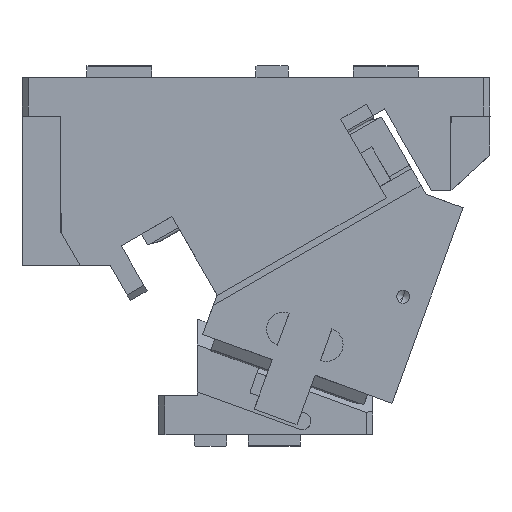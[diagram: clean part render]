
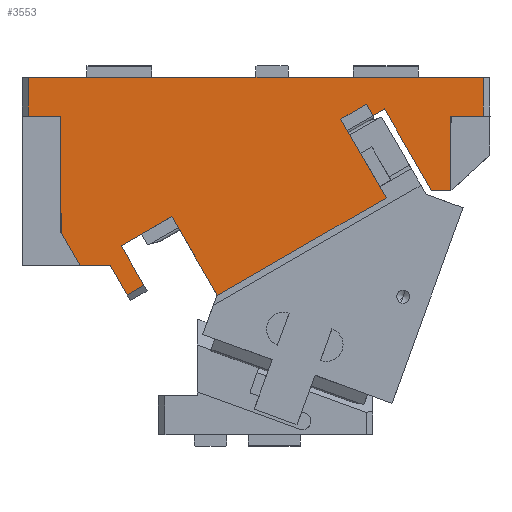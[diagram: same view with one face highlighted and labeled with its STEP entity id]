
A CAD part, front view. The second image highlights one B-rep face of the part: STEP entity #3553.
In plain terms, the highlighted planar face has unit normal (0, -1, 0).
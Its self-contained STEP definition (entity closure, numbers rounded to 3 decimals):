
#191=CARTESIAN_POINT('Line Origine',(180.,-55.,0.)) ;
#195=CARTESIAN_POINT('Vertex',(355.,-55.,0.)) ;
#197=CARTESIAN_POINT('Vertex',(5.,-55.,0.)) ;
#1906=CARTESIAN_POINT('Vertex',(355.,-55.,-30.)) ;
#1914=CARTESIAN_POINT('Line Origine',(355.,-55.,-15.)) ;
#2395=CARTESIAN_POINT('Vertex',(5.,-55.,-30.)) ;
#2398=CARTESIAN_POINT('Line Origine',(5.,-55.,-15.)) ;
#2467=CARTESIAN_POINT('Vertex',(30.,-55.,-119.462)) ;
#2474=CARTESIAN_POINT('Vertex',(44.744,-55.,-145.)) ;
#2477=CARTESIAN_POINT('Line Origine',(37.372,-55.,-132.231)) ;
#2494=CARTESIAN_POINT('Line Origine',(30.,-55.,-74.731)) ;
#2498=CARTESIAN_POINT('Vertex',(30.,-55.,-30.)) ;
#2518=CARTESIAN_POINT('Line Origine',(17.5,-55.,-30.)) ;
#2805=CARTESIAN_POINT('Vertex',(67.838,-55.,-145.)) ;
#2810=CARTESIAN_POINT('Line Origine',(56.291,-55.,-145.)) ;
#2849=CARTESIAN_POINT('Vertex',(80.819,-55.,-167.484)) ;
#2852=CARTESIAN_POINT('Line Origine',(74.329,-55.,-156.242)) ;
#2875=CARTESIAN_POINT('Vertex',(93.81,-55.,-159.984)) ;
#2878=CARTESIAN_POINT('Line Origine',(87.315,-55.,-163.734)) ;
#2895=CARTESIAN_POINT('Line Origine',(85.06,-55.,-144.829)) ;
#2899=CARTESIAN_POINT('Vertex',(76.31,-55.,-129.673)) ;
#2932=CARTESIAN_POINT('Vertex',(330.,-55.,-87.)) ;
#2948=CARTESIAN_POINT('Vertex',(330.,-55.,-30.)) ;
#2951=CARTESIAN_POINT('Line Origine',(330.,-55.,-58.5)) ;
#3045=CARTESIAN_POINT('Vertex',(314.944,-55.,-87.)) ;
#3058=CARTESIAN_POINT('Line Origine',(322.472,-55.,-87.)) ;
#3083=CARTESIAN_POINT('Vertex',(278.764,-55.,-24.334)) ;
#3091=CARTESIAN_POINT('Line Origine',(296.854,-55.,-55.667)) ;
#3330=CARTESIAN_POINT('Line Origine',(274.434,-55.,-26.834)) ;
#3334=CARTESIAN_POINT('Vertex',(270.103,-55.,-29.334)) ;
#3468=CARTESIAN_POINT('Line Origine',(267.603,-55.,-25.003)) ;
#3472=CARTESIAN_POINT('Vertex',(265.103,-55.,-20.673)) ;
#3487=CARTESIAN_POINT('Axis2P3D Location',(0.,-55.,0.)) ;
#3492=CARTESIAN_POINT('Line Origine',(95.795,-55.,-118.423)) ;
#3496=CARTESIAN_POINT('Vertex',(115.281,-55.,-107.173)) ;
#3499=CARTESIAN_POINT('Line Origine',(132.781,-55.,-137.484)) ;
#3503=CARTESIAN_POINT('Vertex',(150.281,-55.,-167.795)) ;
#3506=CARTESIAN_POINT('Line Origine',(215.233,-55.,-130.295)) ;
#3510=CARTESIAN_POINT('Vertex',(280.185,-55.,-92.795)) ;
#3513=CARTESIAN_POINT('Line Origine',(262.685,-55.,-62.484)) ;
#3517=CARTESIAN_POINT('Vertex',(245.185,-55.,-32.173)) ;
#3520=CARTESIAN_POINT('Line Origine',(255.144,-55.,-26.423)) ;
#3525=CARTESIAN_POINT('Line Origine',(342.5,-55.,-30.)) ;
#192=DIRECTION('Vector Direction',(-1.,0.,0.)) ;
#1915=DIRECTION('Vector Direction',(0.,0.,-1.)) ;
#2399=DIRECTION('Vector Direction',(0.,0.,-1.)) ;
#2478=DIRECTION('Vector Direction',(-0.5,0.,0.866)) ;
#2495=DIRECTION('Vector Direction',(0.,0.,-1.)) ;
#2519=DIRECTION('Vector Direction',(1.,0.,0.)) ;
#2811=DIRECTION('Vector Direction',(1.,0.,0.)) ;
#2853=DIRECTION('Vector Direction',(-0.5,0.,0.866)) ;
#2879=DIRECTION('Vector Direction',(0.866,0.,0.5)) ;
#2896=DIRECTION('Vector Direction',(-0.5,0.,0.866)) ;
#2952=DIRECTION('Vector Direction',(0.,0.,-1.)) ;
#3059=DIRECTION('Vector Direction',(1.,0.,0.)) ;
#3092=DIRECTION('Vector Direction',(0.5,0.,-0.866)) ;
#3331=DIRECTION('Vector Direction',(0.866,0.,0.5)) ;
#3469=DIRECTION('Vector Direction',(0.5,0.,-0.866)) ;
#3488=DIRECTION('Axis2P3D Direction',(0.,-1.,0.)) ;
#3489=DIRECTION('Axis2P3D XDirection',(0.,0.,-1.)) ;
#3493=DIRECTION('Vector Direction',(0.866,0.,0.5)) ;
#3500=DIRECTION('Vector Direction',(-0.5,0.,0.866)) ;
#3507=DIRECTION('Vector Direction',(-0.866,0.,-0.5)) ;
#3514=DIRECTION('Vector Direction',(0.5,0.,-0.866)) ;
#3521=DIRECTION('Vector Direction',(0.866,0.,0.5)) ;
#3526=DIRECTION('Vector Direction',(-1.,0.,0.)) ;
#3490=AXIS2_PLACEMENT_3D('Plane Axis2P3D',#3487,#3488,#3489) ;
#3531=ORIENTED_EDGE('',*,*,#3498,.T.) ;
#3532=ORIENTED_EDGE('',*,*,#3505,.F.) ;
#3533=ORIENTED_EDGE('',*,*,#3512,.F.) ;
#3534=ORIENTED_EDGE('',*,*,#3519,.F.) ;
#3535=ORIENTED_EDGE('',*,*,#3524,.T.) ;
#3536=ORIENTED_EDGE('',*,*,#3474,.T.) ;
#3537=ORIENTED_EDGE('',*,*,#3336,.T.) ;
#3538=ORIENTED_EDGE('',*,*,#3095,.T.) ;
#3539=ORIENTED_EDGE('',*,*,#3062,.T.) ;
#3540=ORIENTED_EDGE('',*,*,#2955,.F.) ;
#3541=ORIENTED_EDGE('',*,*,#3529,.F.) ;
#3542=ORIENTED_EDGE('',*,*,#1918,.F.) ;
#3543=ORIENTED_EDGE('',*,*,#199,.T.) ;
#3544=ORIENTED_EDGE('',*,*,#2402,.T.) ;
#3545=ORIENTED_EDGE('',*,*,#2522,.T.) ;
#3546=ORIENTED_EDGE('',*,*,#2500,.T.) ;
#3547=ORIENTED_EDGE('',*,*,#2481,.F.) ;
#3548=ORIENTED_EDGE('',*,*,#2814,.T.) ;
#3549=ORIENTED_EDGE('',*,*,#2856,.F.) ;
#3550=ORIENTED_EDGE('',*,*,#2882,.T.) ;
#3551=ORIENTED_EDGE('',*,*,#2901,.T.) ;
#193=VECTOR('Line Direction',#192,1.) ;
#1916=VECTOR('Line Direction',#1915,1.) ;
#2400=VECTOR('Line Direction',#2399,1.) ;
#2479=VECTOR('Line Direction',#2478,1.) ;
#2496=VECTOR('Line Direction',#2495,1.) ;
#2520=VECTOR('Line Direction',#2519,1.) ;
#2812=VECTOR('Line Direction',#2811,1.) ;
#2854=VECTOR('Line Direction',#2853,1.) ;
#2880=VECTOR('Line Direction',#2879,1.) ;
#2897=VECTOR('Line Direction',#2896,1.) ;
#2953=VECTOR('Line Direction',#2952,1.) ;
#3060=VECTOR('Line Direction',#3059,1.) ;
#3093=VECTOR('Line Direction',#3092,1.) ;
#3332=VECTOR('Line Direction',#3331,1.) ;
#3470=VECTOR('Line Direction',#3469,1.) ;
#3494=VECTOR('Line Direction',#3493,1.) ;
#3501=VECTOR('Line Direction',#3500,1.) ;
#3508=VECTOR('Line Direction',#3507,1.) ;
#3515=VECTOR('Line Direction',#3514,1.) ;
#3522=VECTOR('Line Direction',#3521,1.) ;
#3527=VECTOR('Line Direction',#3526,1.) ;
#3553=ADVANCED_FACE('CAM HOLDER',(#3552),#3491,.T.) ;
#199=EDGE_CURVE('',#196,#198,#194,.T.) ;
#1918=EDGE_CURVE('',#196,#1907,#1917,.T.) ;
#2402=EDGE_CURVE('',#198,#2396,#2401,.T.) ;
#2481=EDGE_CURVE('',#2475,#2468,#2480,.T.) ;
#2500=EDGE_CURVE('',#2499,#2468,#2497,.T.) ;
#2522=EDGE_CURVE('',#2396,#2499,#2521,.T.) ;
#2814=EDGE_CURVE('',#2475,#2806,#2813,.T.) ;
#2856=EDGE_CURVE('',#2850,#2806,#2855,.T.) ;
#2882=EDGE_CURVE('',#2850,#2876,#2881,.T.) ;
#2901=EDGE_CURVE('',#2876,#2900,#2898,.T.) ;
#2955=EDGE_CURVE('',#2949,#2933,#2954,.T.) ;
#3062=EDGE_CURVE('',#3046,#2933,#3061,.T.) ;
#3095=EDGE_CURVE('',#3084,#3046,#3094,.T.) ;
#3336=EDGE_CURVE('',#3335,#3084,#3333,.T.) ;
#3474=EDGE_CURVE('',#3473,#3335,#3471,.T.) ;
#3498=EDGE_CURVE('',#2900,#3497,#3495,.T.) ;
#3505=EDGE_CURVE('',#3504,#3497,#3502,.T.) ;
#3512=EDGE_CURVE('',#3511,#3504,#3509,.T.) ;
#3519=EDGE_CURVE('',#3518,#3511,#3516,.T.) ;
#3524=EDGE_CURVE('',#3518,#3473,#3523,.T.) ;
#3529=EDGE_CURVE('',#1907,#2949,#3528,.T.) ;
#3530=EDGE_LOOP('',(#3531,#3532,#3533,#3534,#3535,#3536,#3537,#3538,#3539,#3540,#3541,#3542,#3543,#3544,#3545,#3546,#3547,#3548,#3549,#3550,#3551)) ;
#3552=FACE_OUTER_BOUND('',#3530,.T.) ;
#194=LINE('Line',#191,#193) ;
#1917=LINE('Line',#1914,#1916) ;
#2401=LINE('Line',#2398,#2400) ;
#2480=LINE('Line',#2477,#2479) ;
#2497=LINE('Line',#2494,#2496) ;
#2521=LINE('Line',#2518,#2520) ;
#2813=LINE('Line',#2810,#2812) ;
#2855=LINE('Line',#2852,#2854) ;
#2881=LINE('Line',#2878,#2880) ;
#2898=LINE('Line',#2895,#2897) ;
#2954=LINE('Line',#2951,#2953) ;
#3061=LINE('Line',#3058,#3060) ;
#3094=LINE('Line',#3091,#3093) ;
#3333=LINE('Line',#3330,#3332) ;
#3471=LINE('Line',#3468,#3470) ;
#3495=LINE('Line',#3492,#3494) ;
#3502=LINE('Line',#3499,#3501) ;
#3509=LINE('Line',#3506,#3508) ;
#3516=LINE('Line',#3513,#3515) ;
#3523=LINE('Line',#3520,#3522) ;
#3528=LINE('Line',#3525,#3527) ;
#3491=PLANE('Plane',#3490) ;
#196=VERTEX_POINT('',#195) ;
#198=VERTEX_POINT('',#197) ;
#1907=VERTEX_POINT('',#1906) ;
#2396=VERTEX_POINT('',#2395) ;
#2468=VERTEX_POINT('',#2467) ;
#2475=VERTEX_POINT('',#2474) ;
#2499=VERTEX_POINT('',#2498) ;
#2806=VERTEX_POINT('',#2805) ;
#2850=VERTEX_POINT('',#2849) ;
#2876=VERTEX_POINT('',#2875) ;
#2900=VERTEX_POINT('',#2899) ;
#2933=VERTEX_POINT('',#2932) ;
#2949=VERTEX_POINT('',#2948) ;
#3046=VERTEX_POINT('',#3045) ;
#3084=VERTEX_POINT('',#3083) ;
#3335=VERTEX_POINT('',#3334) ;
#3473=VERTEX_POINT('',#3472) ;
#3497=VERTEX_POINT('',#3496) ;
#3504=VERTEX_POINT('',#3503) ;
#3511=VERTEX_POINT('',#3510) ;
#3518=VERTEX_POINT('',#3517) ;
